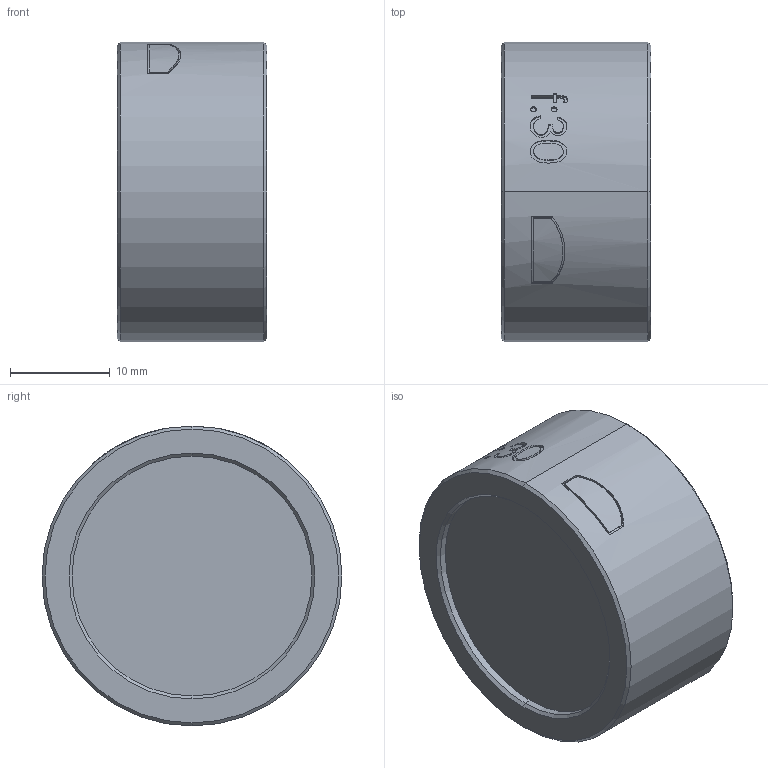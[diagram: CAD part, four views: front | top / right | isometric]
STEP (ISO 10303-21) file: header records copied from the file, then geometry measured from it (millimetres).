
FILE_DESCRIPTION (( 'STEP AP214' ), '1' );
FILE_NAME ('带框透镜15-GCL-010158.STEP', '2017-08-07T05:37:55', ( '个人用户' ), ( '微软中国' ), 'SwSTEP 2.0', 'SolidWorks 2012', '' );
FILE_SCHEMA (( 'AUTOMOTIVE_DESIGN' ));
Length unit declared in the file: millimetre
Products named in the file (1): 湍遺芵噩15-GCL-010158
Bounding box: 15 x 30 x 30 mm (x, y, z)
Surface area: 4045.2 mm2 (no closed solid volume)
Topology: 0 solids, 3 shells, 83 faces, 214 edges, 141 vertices
Faces by surface type: bspline 38, plane 21, cylinder 14, cone 8, sphere 2
Entity records: 9293 total; most frequent: CARTESIAN_POINT 6652, ORIENTED_EDGE 412, DIRECTION 228, EDGE_CURVE 214, VERTEX_POINT 141, B_SPLINE_CURVE_WITH_KNOTS 122, EDGE_LOOP 93, AXIS2_PLACEMENT_3D 90
